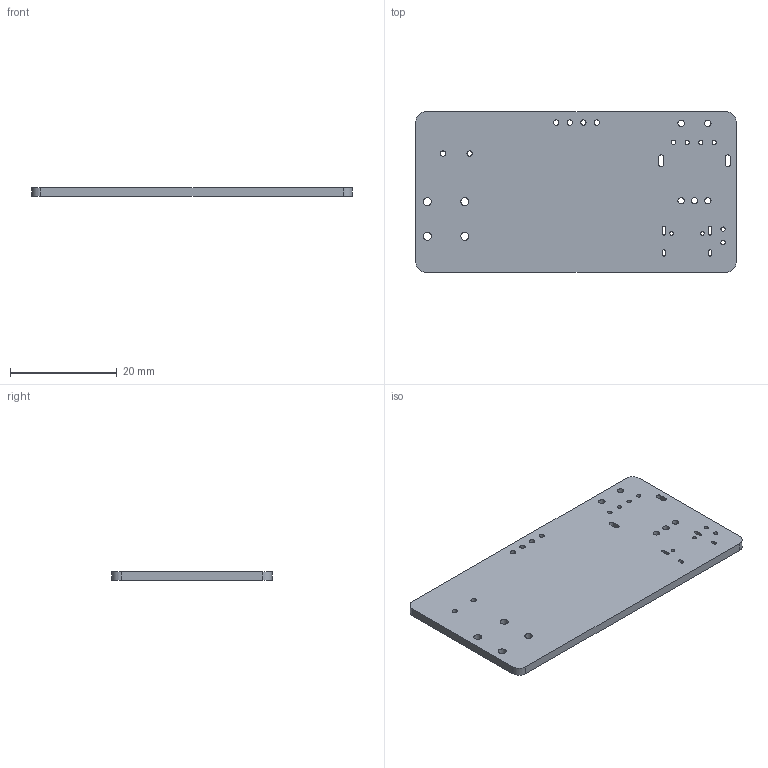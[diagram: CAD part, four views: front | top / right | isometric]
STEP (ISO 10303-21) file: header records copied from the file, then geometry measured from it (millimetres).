
FILE_DESCRIPTION(('KiCad electronic assembly'),'2;1');
FILE_NAME('Morse_code_PCB.step','2022-03-18T16:15:56',('Pcbnew'),( 'Kicad'),'Open CASCADE STEP processor 7.6','KiCad to STEP converter' ,'Unknown');
FILE_SCHEMA(('AUTOMOTIVE_DESIGN { 1 0 10303 214 1 1 1 1 }'));
Length unit declared in the file: millimetre
Products named in the file (2): Morse_code_PCB 1; Morse_code_PCB PCB
Assembly tree (1 placements, depth 2):
  Morse_code_PCB 1
    Morse_code_PCB PCB
Bounding box: 60 x 30 x 1.6 mm (x, y, z)
Volume: 2830.8 mm3; surface area: 3983.7 mm2
Topology: 1 solids, 1 shells, 57 faces, 165 edges, 110 vertices
Faces by surface type: cylinder 39, plane 18
Full cylindrical faces by diameter (mm): 0.65 x2, 0.8 x6, 1 x6, 1.2 x5, 1.5 x4
Entity records: 4225 total; most frequent: DIRECTION 691, CARTESIAN_POINT 664, LINE 339, VECTOR 339, ORIENTED_EDGE 330, PCURVE 330, DEFINITIONAL_REPRESENTATION 330, EDGE_CURVE 165
